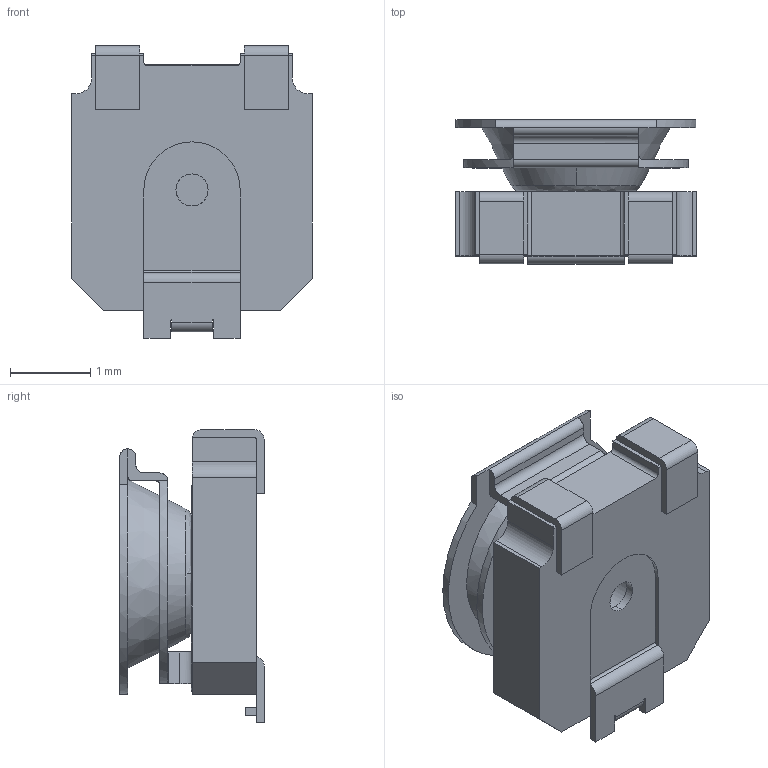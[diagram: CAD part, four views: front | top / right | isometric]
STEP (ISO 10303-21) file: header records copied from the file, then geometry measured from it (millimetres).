
FILE_DESCRIPTION (( 'STEP AP214' ), '1' );
FILE_NAME ('35WR100KLFTR.STEP', '2023-02-06T03:47:23', ( 'ADMIN' ), ( '' ), 'SwSTEP 2.0', 'SolidWorks 2016', '' );
FILE_SCHEMA (( 'AUTOMOTIVE_DESIGN' ));
Length unit declared in the file: millimetre
Products named in the file (1): 35WR100KLFTR
Bounding box: 3 x 1.8 x 3.65 mm (x, y, z)
Volume: 9.2 mm3; surface area: 62.9 mm2
Topology: 1 solids, 1 shells, 160 faces, 459 edges, 305 vertices
Faces by surface type: plane 83, cylinder 47, cone 18, bspline 12
Entity records: 6151 total; most frequent: CARTESIAN_POINT 2246, ORIENTED_EDGE 914, DIRECTION 652, EDGE_CURVE 457, VERTEX_POINT 305, LINE 236, VECTOR 236, AXIS2_PLACEMENT_3D 208
